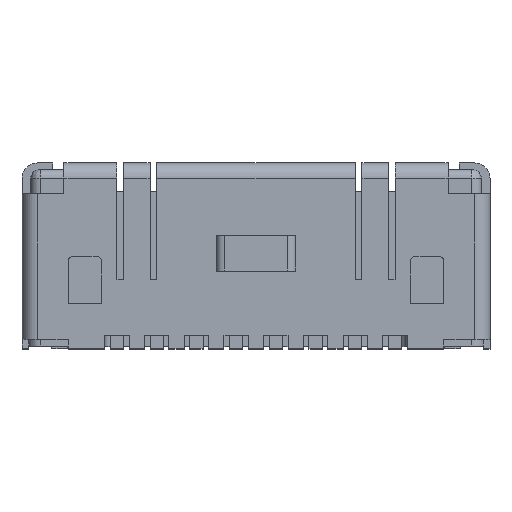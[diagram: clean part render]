
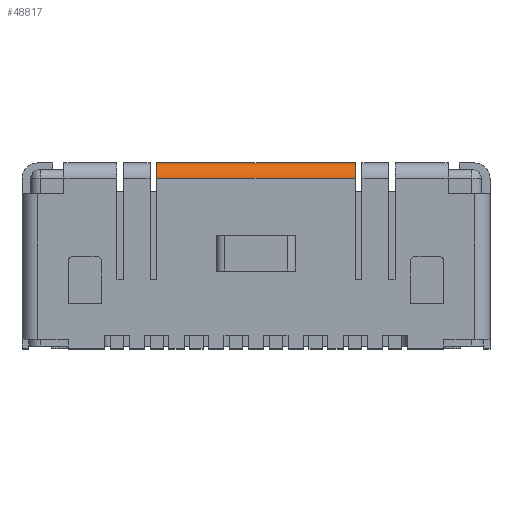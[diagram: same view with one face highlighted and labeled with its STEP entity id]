
A CAD part, top view. The second image highlights one B-rep face of the part: STEP entity #48817.
In plain terms, the highlighted cylindrical face has radius 0.35 mm (diameter 0.7 mm), a partial arc.
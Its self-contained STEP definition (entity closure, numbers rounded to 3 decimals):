
#6374 = DIRECTION ( 'NONE',  ( -1., 0., 0. ) ) ;
#6382 = DIRECTION ( 'NONE',  ( -1., 0., 0. ) ) ;
#6540 = CARTESIAN_POINT ( 'NONE',  ( -4.95, 1.75, 5.3 ) ) ;
#10354 = AXIS2_PLACEMENT_3D ( 'NONE', #17593, #16915, #36755 ) ;
#10986 = CARTESIAN_POINT ( 'NONE',  ( 2.25, 2.1, 4.95 ) ) ;
#11736 = VECTOR ( 'NONE', #12696, 1000. ) ;
#12696 = DIRECTION ( 'NONE',  ( -1., 0., 0. ) ) ;
#14351 = DIRECTION ( 'NONE',  ( 0., 0., 1. ) ) ;
#14426 = CARTESIAN_POINT ( 'NONE',  ( 2.25, 1.75, 5.3 ) ) ;
#15946 = AXIS2_PLACEMENT_3D ( 'NONE', #48436, #17202, #44536 ) ;
#15961 = ORIENTED_EDGE ( 'NONE', *, *, #38307, .F. ) ;
#16915 = DIRECTION ( 'NONE',  ( -1., 0., 0. ) ) ;
#17116 = VERTEX_POINT ( 'NONE', #18035 ) ;
#17202 = DIRECTION ( 'NONE',  ( 1., 0., 0. ) ) ;
#17593 = CARTESIAN_POINT ( 'NONE',  ( -2.25, 1.75, 4.95 ) ) ;
#17925 = ORIENTED_EDGE ( 'NONE', *, *, #45945, .T. ) ;
#18035 = CARTESIAN_POINT ( 'NONE',  ( -2.25, 1.75, 5.3 ) ) ;
#19759 = LINE ( 'NONE', #6540, #28929 ) ;
#20915 = CIRCLE ( 'NONE', #15946, 0.35 ) ;
#22007 = CARTESIAN_POINT ( 'NONE',  ( 2.25, 1.75, 4.95 ) ) ;
#26748 = ORIENTED_EDGE ( 'NONE', *, *, #29511, .T. ) ;
#28929 = VECTOR ( 'NONE', #6374, 1000. ) ;
#29037 = EDGE_LOOP ( 'NONE', ( #17925, #26748, #15961, #38665 ) ) ;
#29511 = EDGE_CURVE ( 'NONE', #49039, #17116, #20915, .T. ) ;
#31620 = CARTESIAN_POINT ( 'NONE',  ( -2.25, 2.1, 4.95 ) ) ;
#35097 = FACE_OUTER_BOUND ( 'NONE', #29037, .T. ) ;
#35224 = AXIS2_PLACEMENT_3D ( 'NONE', #22007, #6382, #14351 ) ;
#35406 = CARTESIAN_POINT ( 'NONE',  ( -2.25, 2.1, 4.95 ) ) ;
#35718 = CIRCLE ( 'NONE', #35224, 0.35 ) ;
#36755 = DIRECTION ( 'NONE',  ( 0., 0., 1. ) ) ;
#37972 = LINE ( 'NONE', #35406, #11736 ) ;
#38307 = EDGE_CURVE ( 'NONE', #43116, #17116, #19759, .T. ) ;
#38665 = ORIENTED_EDGE ( 'NONE', *, *, #39775, .T. ) ;
#39775 = EDGE_CURVE ( 'NONE', #43116, #40027, #35718, .T. ) ;
#40027 = VERTEX_POINT ( 'NONE', #10986 ) ;
#43001 = CYLINDRICAL_SURFACE ( 'NONE', #10354, 0.35 ) ;
#43116 = VERTEX_POINT ( 'NONE', #14426 ) ;
#44536 = DIRECTION ( 'NONE',  ( 0., 0., 1. ) ) ;
#45945 = EDGE_CURVE ( 'NONE', #40027, #49039, #37972, .T. ) ;
#48436 = CARTESIAN_POINT ( 'NONE',  ( -2.25, 1.75, 4.95 ) ) ;
#48817 = ADVANCED_FACE ( 'NONE', ( #35097 ), #43001, .T. ) ;
#49039 = VERTEX_POINT ( 'NONE', #31620 ) ;
